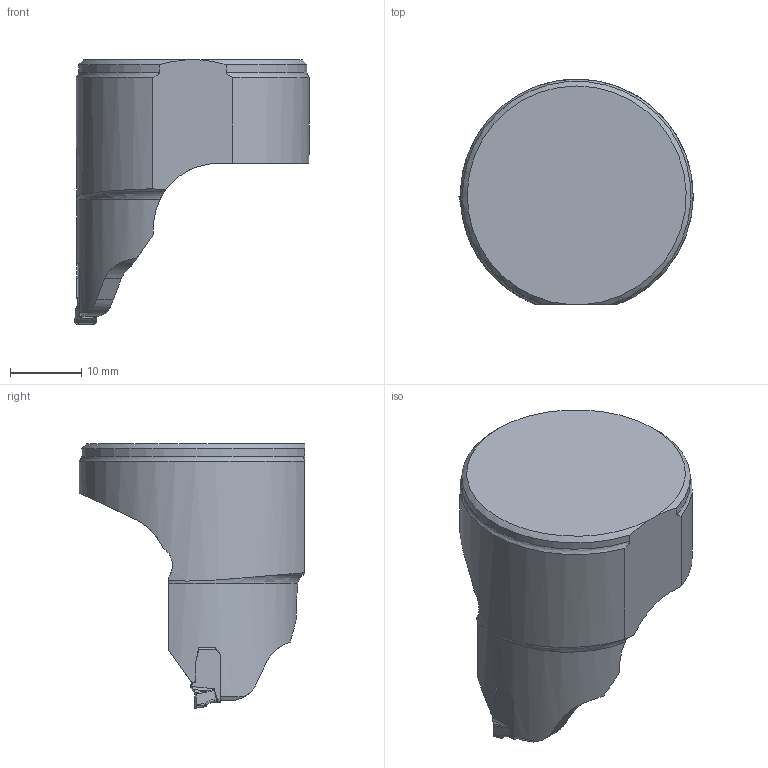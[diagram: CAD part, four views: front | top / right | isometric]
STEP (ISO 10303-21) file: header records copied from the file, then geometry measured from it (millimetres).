
FILE_DESCRIPTION(/* description */ (''),/* implementation_level */ '2;1');
FILE_NAME(/* name */ 'toolassembly_1.stp',/* time_stamp */ '2021-11-29T11:22:02+01:00',/* author */ (''),/* organization */ ('SMS'),/* preprocessor_version */ 'ST-DEVELOPER v16.7',/* originating_system */ 'SIEMENS PLM Software NX 12.0',/* authorisation */ '');
FILE_SCHEMA (('AUTOMOTIVE_DESIGN { 1 0 10303 214 3 1 1 1 }'));
Length unit declared in the file: millimetre
Products named in the file (4): ASSEMBLY_CONSTRUCTION; CUT_20211129112047; NOCUT_20211129111940; TOOLASSEMBLY_1
Assembly tree (3 placements, depth 2):
  TOOLASSEMBLY_1
    NOCUT_20211129111940
    CUT_20211129112047
    ASSEMBLY_CONSTRUCTION
Bounding box: 32.8 x 31.6 x 37 mm (x, y, z)
Volume: 13279.2 mm3; surface area: 3791.7 mm2
Topology: 2 solids, 2 shells, 101 faces, 264 edges, 169 vertices
Faces by surface type: plane 36, cylinder 30, bspline 18, extrusion 11, torus 3, cone 3
Entity records: 5147 total; most frequent: CARTESIAN_POINT 2674, ORIENTED_EDGE 522, DIRECTION 444, EDGE_CURVE 261, VERTEX_POINT 164, AXIS2_PLACEMENT_3D 163, VECTOR 118, LINE 107
